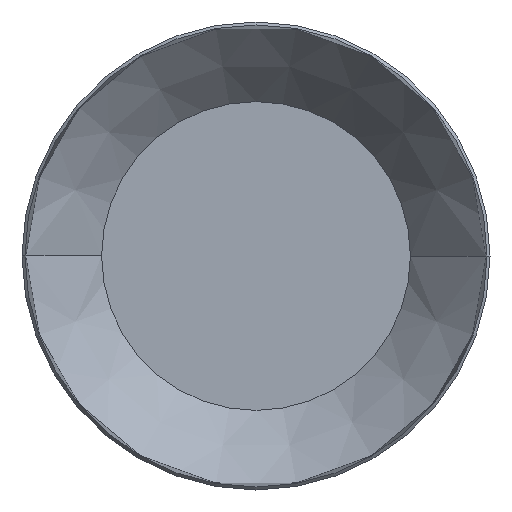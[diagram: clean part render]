
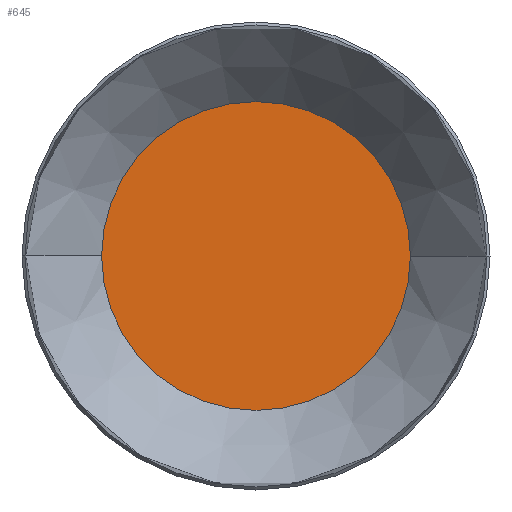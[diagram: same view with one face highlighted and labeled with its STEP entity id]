
A CAD part, front view. The second image highlights one B-rep face of the part: STEP entity #645.
In plain terms, the highlighted planar face has unit normal (0, -1, 0).
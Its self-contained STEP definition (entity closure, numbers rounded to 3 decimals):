
#220 = EDGE_LOOP ( 'NONE', ( #1234, #224 ) ) ;
#224 = ORIENTED_EDGE ( 'NONE', *, *, #1412, .T. ) ;
#279 = AXIS2_PLACEMENT_3D ( 'NONE', #635, #750, #1078 ) ;
#356 = CARTESIAN_POINT ( 'NONE',  ( -2.132, 34.103, 0. ) ) ;
#578 = PLANE ( 'NONE',  #1274 ) ;
#635 = CARTESIAN_POINT ( 'NONE',  ( -5.432, 34.103, 0. ) ) ;
#645 = ADVANCED_FACE ( 'NONE', ( #770 ), #578, .T. ) ;
#750 = DIRECTION ( 'NONE',  ( 0., -1., 0. ) ) ;
#770 = FACE_OUTER_BOUND ( 'NONE', #220, .T. ) ;
#788 = CARTESIAN_POINT ( 'NONE',  ( -5.432, 34.103, 0. ) ) ;
#864 = VERTEX_POINT ( 'NONE', #1064 ) ;
#894 = CIRCLE ( 'NONE', #1273, 3.3 ) ;
#918 = DIRECTION ( 'NONE',  ( 0., -1., 0. ) ) ;
#1017 = CIRCLE ( 'NONE', #279, 3.3 ) ;
#1033 = VERTEX_POINT ( 'NONE', #1278 ) ;
#1064 = CARTESIAN_POINT ( 'NONE',  ( -8.732, 34.103, 0. ) ) ;
#1078 = DIRECTION ( 'NONE',  ( 1., 0., 0. ) ) ;
#1177 = EDGE_CURVE ( 'NONE', #1033, #864, #1017, .T. ) ;
#1234 = ORIENTED_EDGE ( 'NONE', *, *, #1177, .T. ) ;
#1273 = AXIS2_PLACEMENT_3D ( 'NONE', #788, #1352, #1344 ) ;
#1274 = AXIS2_PLACEMENT_3D ( 'NONE', #356, #918, #1356 ) ;
#1278 = CARTESIAN_POINT ( 'NONE',  ( -2.132, 34.103, 0. ) ) ;
#1344 = DIRECTION ( 'NONE',  ( 1., 0., 0. ) ) ;
#1352 = DIRECTION ( 'NONE',  ( 0., -1., 0. ) ) ;
#1356 = DIRECTION ( 'NONE',  ( 1., 0., 0. ) ) ;
#1412 = EDGE_CURVE ( 'NONE', #864, #1033, #894, .T. ) ;
